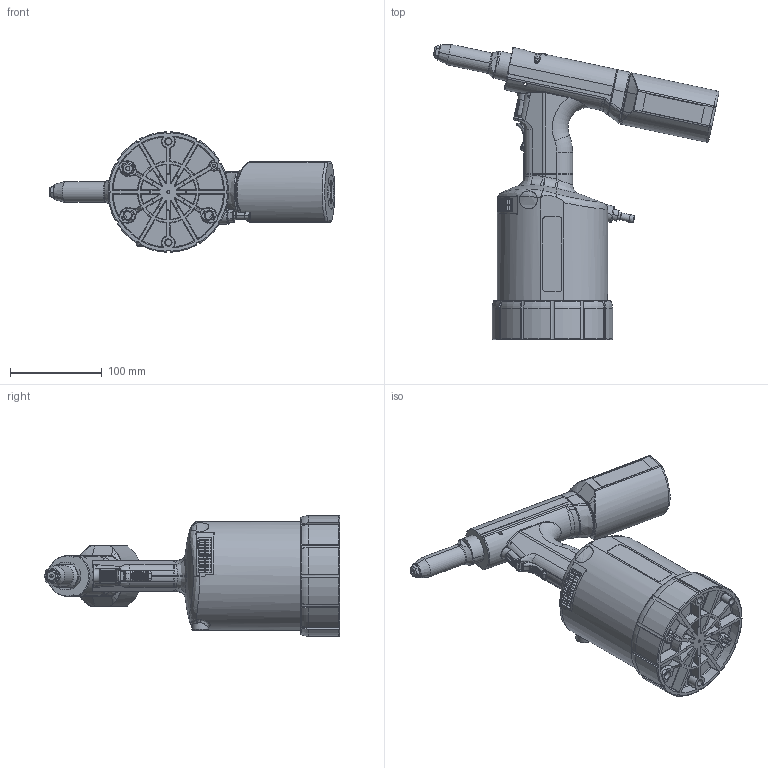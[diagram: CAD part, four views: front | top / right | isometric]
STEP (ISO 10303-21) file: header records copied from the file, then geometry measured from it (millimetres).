
FILE_DESCRIPTION((''),'2;1');
FILE_NAME('ASM0121_ASM','2022-07-24T22:56:29',('INEdipo'),(''),'CREO PARAMETRIC BY PTC INC, 2020281','CREO PARAMETRIC BY PTC INC, 2020281','');
FILE_SCHEMA(('CONFIG_CONTROL_DESIGN','SHAPE_APPEARANCE_LAYERS_GROUPS'));
Length unit declared in the file: inch
Products named in the file (13): EXT_COMP_SW0002_1_1; EXT_COMP_SW0002_1_2; EXT_COMP_SW0002_1_3; EXT_COMP_SW0002_1_4; EXT_COMP_SW0002_1_5; EXT_COMP_SW0002_1_6; EXT_COMP_SW0002_1_7; EXT_COMP_SW0002_1_8; EXT_COMP_SW0002_1_9; EXT_COMP_SW0002_1_ASM; 11_ASM; ASM0122_ASM; ASM0121_ASM
Assembly tree (12 placements, depth 4):
  ASM0121_ASM
    11_ASM
      EXT_COMP_SW0002_1_ASM
        EXT_COMP_SW0002_1_1
        EXT_COMP_SW0002_1_2
        EXT_COMP_SW0002_1_3
        EXT_COMP_SW0002_1_4
        EXT_COMP_SW0002_1_5
        EXT_COMP_SW0002_1_6
        EXT_COMP_SW0002_1_7
        EXT_COMP_SW0002_1_8
        EXT_COMP_SW0002_1_9
    ASM0122_ASM
Bounding box: 310.4 x 320.84 x 130.94 mm (x, y, z)
Volume: 2045059.3 mm3; surface area: 348294.1 mm2
Topology: 9 solids, 23 shells, 2578 faces, 6932 edges, 4298 vertices
Faces by surface type: cylinder 973, plane 704, bspline 341, torus 280, cone 145, sphere 129, extrusion 6
Entity records: 125782 total; most frequent: CARTESIAN_POINT 51759, ORIENTED_EDGE 13608, DIRECTION 11996, EDGE_CURVE 6810, AXIS2_PLACEMENT_3D 4782, VERTEX_POINT 4297, EDGE_LOOP 2717, FACE_OUTER_BOUND 2578
